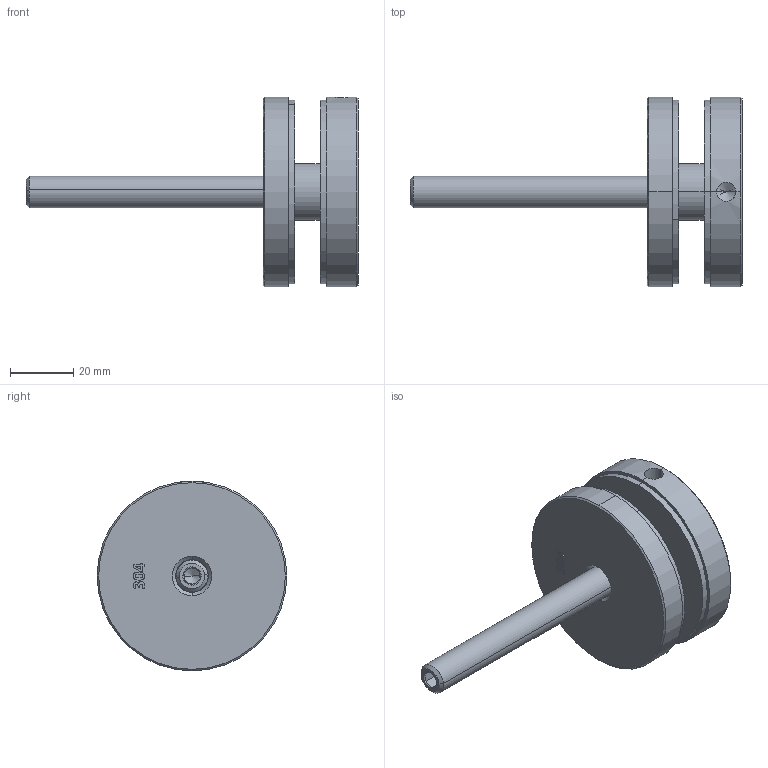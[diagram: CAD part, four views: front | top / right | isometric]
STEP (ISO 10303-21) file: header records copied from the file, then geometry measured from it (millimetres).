
FILE_DESCRIPTION (( 'STEP AP203' ), '1' );
FILE_NAME ('A_0749-000.STEP', '2019-03-11T14:11:42', ( '' ), ( '' ), 'SwSTEP 2.0', 'SolidWorks 2018', '' );
FILE_SCHEMA (( 'CONFIG_CONTROL_DESIGN' ));
Length unit declared in the file: millimetre
Products named in the file (6): A_0749-000.P1; A_0749-000.P2; A_0749-000; A_0749-000.P4; A_0749-000.P3; skrutka DIN 913_M10x100_A2-70
Assembly tree (5 placements, depth 2):
  A_0749-000
    A_0749-000.P1
    A_0749-000.P2
    A_0749-000.P3
    A_0749-000.P4
    skrutka DIN 913_M10x100_A2-70
Bounding box: 105 x 60 x 60 mm (x, y, z)
Volume: 69086.1 mm3; surface area: 30842.7 mm2
Topology: 5 solids, 5 shells, 121 faces, 278 edges, 172 vertices
Faces by surface type: plane 44, bspline 32, cylinder 24, cone 21
Entity records: 5734 total; most frequent: CARTESIAN_POINT 2566, ORIENTED_EDGE 548, DIRECTION 464, EDGE_CURVE 274, VERTEX_POINT 172, AXIS2_PLACEMENT_3D 166, EDGE_LOOP 136, LINE 132
